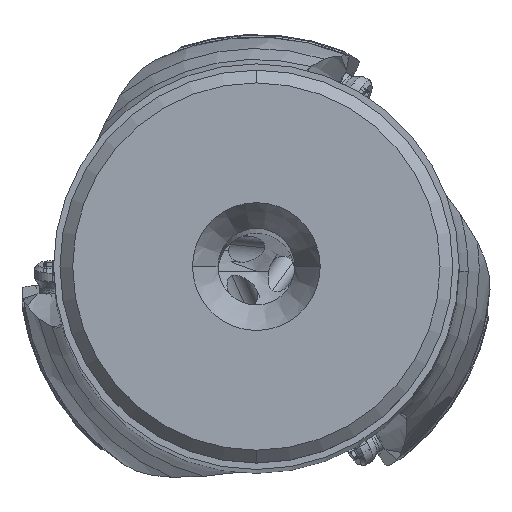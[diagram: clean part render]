
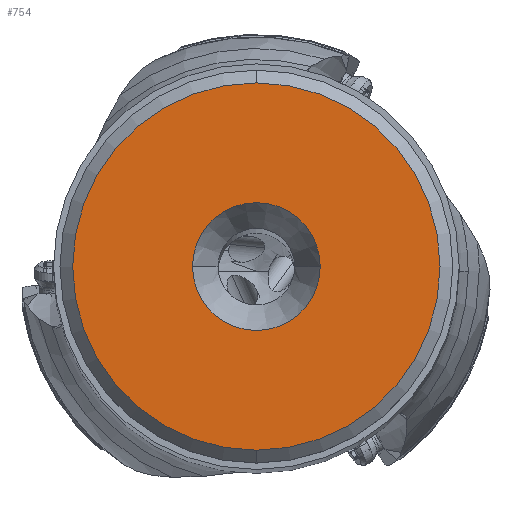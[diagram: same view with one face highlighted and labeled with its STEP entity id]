
A CAD part, top view. The second image highlights one B-rep face of the part: STEP entity #754.
In plain terms, the highlighted planar face has unit normal (0, 0, 1).
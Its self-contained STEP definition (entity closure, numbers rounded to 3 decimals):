
#754=ADVANCED_FACE('',(#978,#979),#940,.T.);
#940=PLANE('',#6408);
#978=FACE_BOUND('',#1174,.T.);
#979=FACE_BOUND('',#1175,.T.);
#1174=EDGE_LOOP('',(#3171,#3172,#3173,#3174));
#1175=EDGE_LOOP('',(#3175,#3176));
#1940=CIRCLE('',#6401,14.375);
#1941=CIRCLE('',#6402,14.375);
#1942=CIRCLE('',#6404,14.375);
#1943=CIRCLE('',#6405,14.375);
#1944=CIRCLE('',#6406,5.);
#1945=CIRCLE('',#6407,5.);
#3171=ORIENTED_EDGE('',*,*,#5138,.F.);
#3172=ORIENTED_EDGE('',*,*,#5139,.F.);
#3173=ORIENTED_EDGE('',*,*,#5137,.F.);
#3174=ORIENTED_EDGE('',*,*,#5136,.F.);
#3175=ORIENTED_EDGE('',*,*,#5140,.F.);
#3176=ORIENTED_EDGE('',*,*,#5141,.F.);
#4341=VERTEX_POINT('',#13744);
#4342=VERTEX_POINT('',#13746);
#4343=VERTEX_POINT('',#13748);
#4344=VERTEX_POINT('',#13752);
#4345=VERTEX_POINT('',#13755);
#4346=VERTEX_POINT('',#13756);
#5136=EDGE_CURVE('',#4342,#4343,#1940,.T.);
#5137=EDGE_CURVE('',#4343,#4341,#1941,.T.);
#5138=EDGE_CURVE('',#4344,#4342,#1942,.T.);
#5139=EDGE_CURVE('',#4341,#4344,#1943,.T.);
#5140=EDGE_CURVE('',#4345,#4346,#1944,.T.);
#5141=EDGE_CURVE('',#4346,#4345,#1945,.T.);
#6401=AXIS2_PLACEMENT_3D('',#13747,#7505,#7506);
#6402=AXIS2_PLACEMENT_3D('',#13749,#7507,#7508);
#6404=AXIS2_PLACEMENT_3D('',#13751,#7511,#7512);
#6405=AXIS2_PLACEMENT_3D('',#13753,#7513,#7514);
#6406=AXIS2_PLACEMENT_3D('',#13754,#7515,#7516);
#6407=AXIS2_PLACEMENT_3D('',#13757,#7517,#7518);
#6408=AXIS2_PLACEMENT_3D('',#13758,#7519,#7520);
#7505=DIRECTION('',(0.,0.,-1.));
#7506=DIRECTION('',(0.,1.,0.));
#7507=DIRECTION('',(0.,0.,-1.));
#7508=DIRECTION('',(1.,0.,0.));
#7511=DIRECTION('',(0.,0.,-1.));
#7512=DIRECTION('',(-1.,0.,0.));
#7513=DIRECTION('',(0.,0.,-1.));
#7514=DIRECTION('',(0.,-1.,0.));
#7515=DIRECTION('',(0.,0.,1.));
#7516=DIRECTION('',(-1.,0.,0.));
#7517=DIRECTION('',(0.,0.,1.));
#7518=DIRECTION('',(1.,0.,0.));
#7519=DIRECTION('',(0.,0.,1.));
#7520=DIRECTION('',(1.,0.,0.));
#13744=CARTESIAN_POINT('',(0.,-14.375,0.));
#13746=CARTESIAN_POINT('',(0.,14.375,0.));
#13747=CARTESIAN_POINT('',(0.,0.,0.));
#13748=CARTESIAN_POINT('',(14.375,0.,0.));
#13749=CARTESIAN_POINT('',(0.,0.,0.));
#13751=CARTESIAN_POINT('',(0.,0.,0.));
#13752=CARTESIAN_POINT('',(-14.375,0.,0.));
#13753=CARTESIAN_POINT('',(0.,0.,0.));
#13754=CARTESIAN_POINT('',(0.,0.,0.));
#13755=CARTESIAN_POINT('',(-5.,0.,0.));
#13756=CARTESIAN_POINT('',(5.,0.,0.));
#13757=CARTESIAN_POINT('',(0.,0.,0.));
#13758=CARTESIAN_POINT('',(0.,0.,0.));
